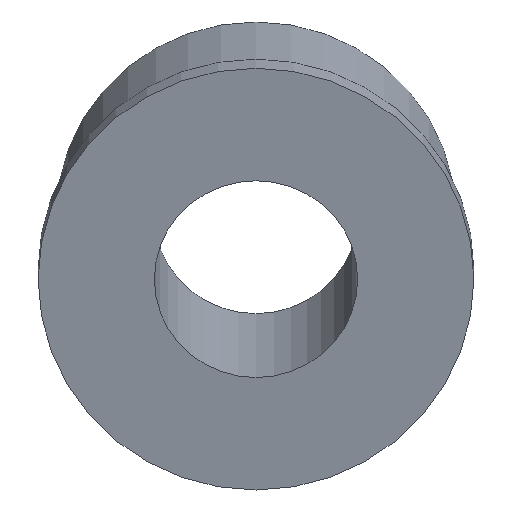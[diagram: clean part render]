
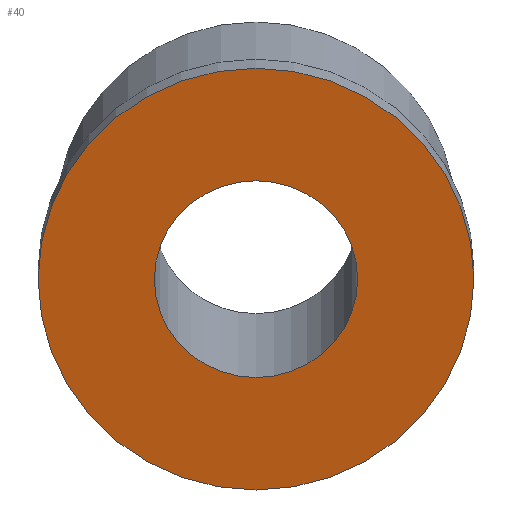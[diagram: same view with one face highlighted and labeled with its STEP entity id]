
A CAD part, top view. The second image highlights one B-rep face of the part: STEP entity #40.
In plain terms, the highlighted planar face has unit normal (0, -0.253, 0.968).
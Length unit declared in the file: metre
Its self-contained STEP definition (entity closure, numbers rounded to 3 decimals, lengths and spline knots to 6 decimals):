
#40 = ADVANCED_FACE( '', ( #79, #80 ), #81, .F. );
#79 = FACE_BOUND( '', #110, .T. );
#80 = FACE_OUTER_BOUND( '', #111, .T. );
#81 = PLANE( '', #112 );
#110 = EDGE_LOOP( '', ( #145 ) );
#111 = EDGE_LOOP( '', ( #146 ) );
#112 = AXIS2_PLACEMENT_3D( '', #147, #148, #149 );
#145 = ORIENTED_EDGE( '', *, *, #156, .F. );
#146 = ORIENTED_EDGE( '', *, *, #158, .F. );
#147 = CARTESIAN_POINT( '', ( 0., -2.624414, 1.112596 ) );
#148 = DIRECTION( '', ( 0., 0.253, -0.967 ) );
#149 = DIRECTION( '', ( 1., 0., 0. ) );
#156 = EDGE_CURVE( '', #171, #171, #172, .F. );
#158 = EDGE_CURVE( '', #174, #174, #175, .T. );
#171 = VERTEX_POINT( '', #189 );
#172 = CIRCLE( '', #190, 0.01778 );
#174 = VERTEX_POINT( '', #192 );
#175 = CIRCLE( '', #193, 0.0381 );
#189 = CARTESIAN_POINT( '', ( 0., -2.607212, 1.117093 ) );
#190 = AXIS2_PLACEMENT_3D( '', #207, #208, #209 );
#192 = CARTESIAN_POINT( '', ( 0., -2.587553, 1.122232 ) );
#193 = AXIS2_PLACEMENT_3D( '', #210, #211, #212 );
#207 = CARTESIAN_POINT( '', ( 0., -2.624414, 1.112596 ) );
#208 = DIRECTION( '', ( 0., 0.253, -0.967 ) );
#209 = DIRECTION( '', ( 0., 0.967, 0.253 ) );
#210 = CARTESIAN_POINT( '', ( 0., -2.624414, 1.112596 ) );
#211 = DIRECTION( '', ( 0., 0.253, -0.967 ) );
#212 = DIRECTION( '', ( 0., 0.967, 0.253 ) );
